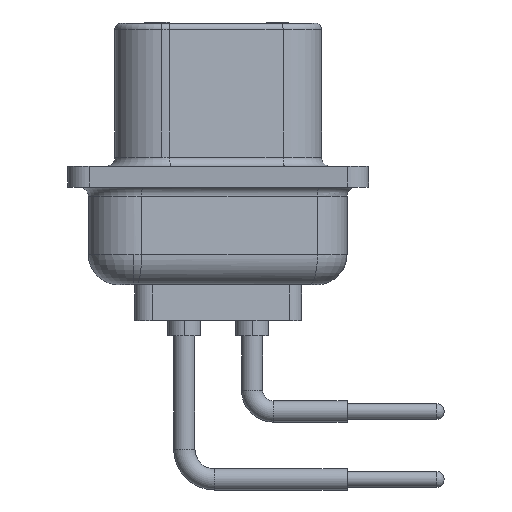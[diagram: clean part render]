
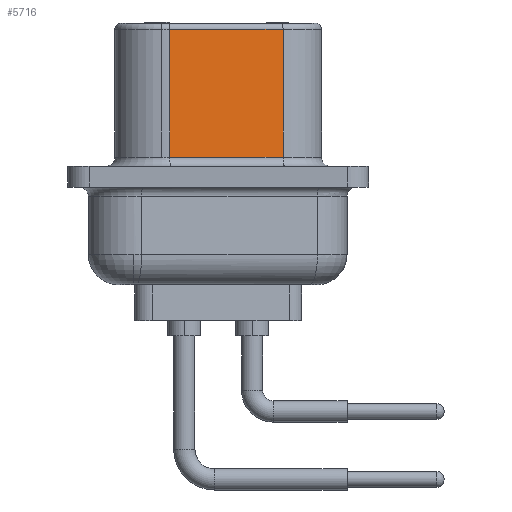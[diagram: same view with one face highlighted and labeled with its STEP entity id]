
A CAD part, left-side view. The second image highlights one B-rep face of the part: STEP entity #5716.
In plain terms, the highlighted planar face has unit normal (-0.985, -0.174, 0).
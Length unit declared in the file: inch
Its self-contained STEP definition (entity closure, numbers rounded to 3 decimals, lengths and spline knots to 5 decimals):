
#3715 = DIRECTION ( 'NONE',  ( 0., 0., -1. ) ) ;
#3716 = VECTOR ( 'NONE', #3715, 39.37008 ) ;
#3717 = CARTESIAN_POINT ( 'NONE',  ( 0.27073, 0.32812, 0.236 ) ) ;
#3718 = LINE ( 'NONE', #3717, #3716 ) ;
#5716 = ADVANCED_FACE ( 'NONE', ( #7775 ), #7818, .F. ) ;
#7775 = FACE_OUTER_BOUND ( 'NONE', #8665, .T. ) ;
#7816 = CARTESIAN_POINT ( 'NONE',  ( 0.30373, 0.14112, 0.236 ) ) ;
#7817 = AXIS2_PLACEMENT_3D ( 'NONE', #7816, #7824, #7823 ) ;
#7818 = PLANE ( 'NONE',  #7817 ) ;
#7823 = DIRECTION ( 'NONE',  ( -0.174, 0.985, 0. ) ) ;
#7824 = DIRECTION ( 'NONE',  ( 0.985, 0.174, 0. ) ) ;
#8544 = ORIENTED_EDGE ( 'NONE', *, *, #9246, .F. ) ;
#8563 = EDGE_CURVE ( 'NONE', #10514, #9250, #8765, .T. ) ;
#8628 = ORIENTED_EDGE ( 'NONE', *, *, #33599, .T. ) ;
#8630 = ORIENTED_EDGE ( 'NONE', *, *, #8563, .T. ) ;
#8665 = EDGE_LOOP ( 'NONE', ( #8628, #8630, #8544, #9488 ) ) ;
#8762 = DIRECTION ( 'NONE',  ( 0.174, -0.985, 0. ) ) ;
#8763 = VECTOR ( 'NONE', #8762, 39.37008 ) ;
#8764 = CARTESIAN_POINT ( 'NONE',  ( 0.30373, 0.14112, 0.015 ) ) ;
#8765 = LINE ( 'NONE', #8764, #8763 ) ;
#9246 = EDGE_CURVE ( 'NONE', #9247, #9250, #16233, .T. ) ;
#9247 = VERTEX_POINT ( 'NONE', #16229 ) ;
#9250 = VERTEX_POINT ( 'NONE', #16223 ) ;
#9488 = ORIENTED_EDGE ( 'NONE', *, *, #9495, .T. ) ;
#9495 = EDGE_CURVE ( 'NONE', #9247, #10477, #17066, .T. ) ;
#10477 = VERTEX_POINT ( 'NONE', #20692 ) ;
#10514 = VERTEX_POINT ( 'NONE', #20772 ) ;
#16223 = CARTESIAN_POINT ( 'NONE',  ( 0.30373, 0.14112, 0.015 ) ) ;
#16229 = CARTESIAN_POINT ( 'NONE',  ( 0.30373, 0.14112, 0.226 ) ) ;
#16230 = DIRECTION ( 'NONE',  ( 0., 0., -1. ) ) ;
#16231 = VECTOR ( 'NONE', #16230, 39.37008 ) ;
#16232 = CARTESIAN_POINT ( 'NONE',  ( 0.30373, 0.14112, 0.236 ) ) ;
#16233 = LINE ( 'NONE', #16232, #16231 ) ;
#17063 = DIRECTION ( 'NONE',  ( -0.174, 0.985, 0. ) ) ;
#17064 = VECTOR ( 'NONE', #17063, 39.37008 ) ;
#17065 = CARTESIAN_POINT ( 'NONE',  ( 0.30373, 0.14112, 0.226 ) ) ;
#17066 = LINE ( 'NONE', #17065, #17064 ) ;
#20692 = CARTESIAN_POINT ( 'NONE',  ( 0.27073, 0.32812, 0.226 ) ) ;
#20772 = CARTESIAN_POINT ( 'NONE',  ( 0.27073, 0.32812, 0.015 ) ) ;
#33599 = EDGE_CURVE ( 'NONE', #10477, #10514, #3718, .T. ) ;
